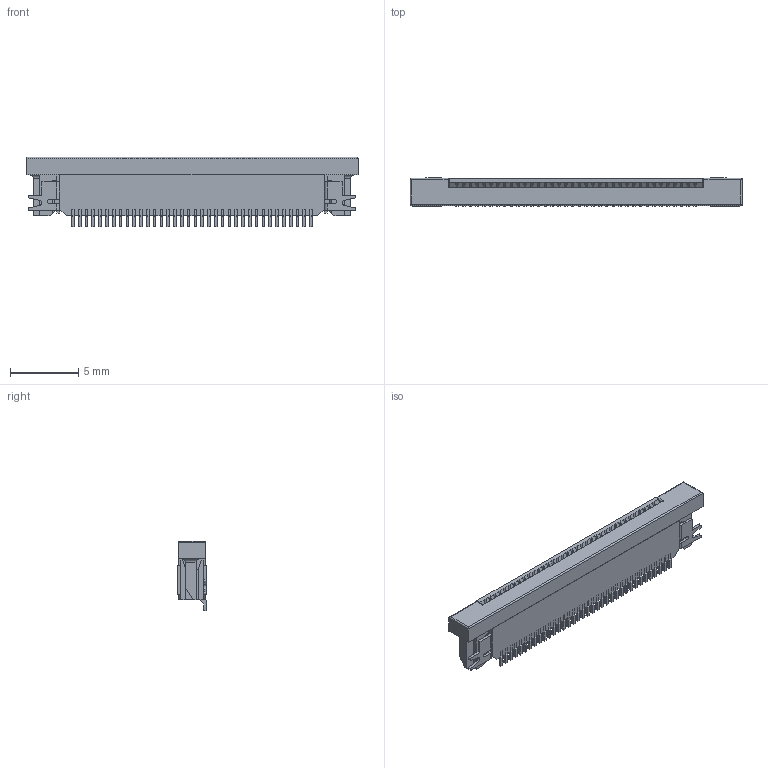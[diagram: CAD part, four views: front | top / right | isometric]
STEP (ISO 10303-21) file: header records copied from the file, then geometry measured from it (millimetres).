
FILE_DESCRIPTION( ( 'Unknown' ), '1' );
FILE_NAME( '68713614022.stp', 'Unknown', ( 'Unknown' ), ( 'Unknown' ), 'PSStep 14.0', 'Unknown', ' ' );
FILE_SCHEMA( ( 'AUTOMOTIVE_DESIGN { 1 0 10303 214 1 1 1 1 }' ) );
Length unit declared in the file: millimetre
Products named in the file (6): Assem1; 6871xx14022_PIN; 6871xx14022_Patte; 6871xx14022_Patte_2; 68713614022; 68713614022_CAP
Assembly tree (40 placements, depth 2):
  Assem1
    6871xx14022_PIN  x36
    6871xx14022_Patte
    6871xx14022_Patte_2
    68713614022
    68713614022_CAP
Bounding box: 24.4 x 2.1 x 5.1 mm (x, y, z)
Volume: 168.5 mm3; surface area: 1118.5 mm2
Topology: 40 solids, 40 shells, 1622 faces, 4890 edges, 3206 vertices
Faces by surface type: plane 1581, cylinder 41
Entity records: 35819 total; most frequent: ORIENTED_EDGE 5370, CARTESIAN_POINT 5279, DIRECTION 4471, EDGE_CURVE 2685, LINE 2615, VECTOR 2615, VERTEX_POINT 1736, AXIS2_PLACEMENT_3D 928
